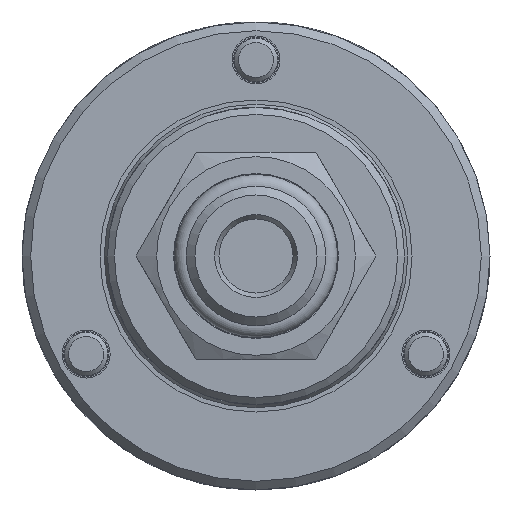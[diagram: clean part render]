
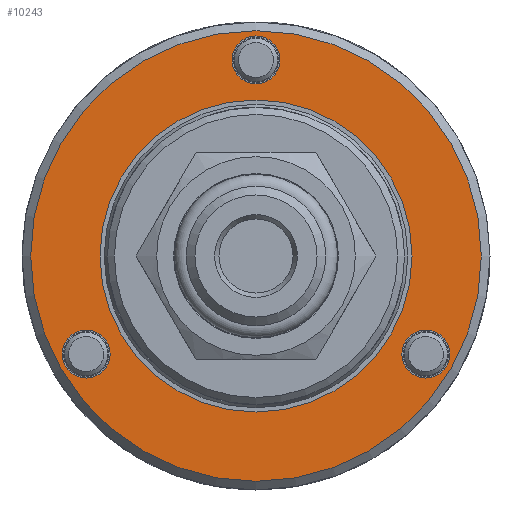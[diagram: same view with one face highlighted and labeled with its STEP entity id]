
A CAD part, left-side view. The second image highlights one B-rep face of the part: STEP entity #10243.
In plain terms, the highlighted planar face has unit normal (-1, 0, 0).
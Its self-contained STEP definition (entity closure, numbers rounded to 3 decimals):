
#477=FACE_BOUND('',#3327,.T.);
#478=FACE_BOUND('',#3328,.T.);
#479=FACE_BOUND('',#3329,.T.);
#480=FACE_BOUND('',#3330,.T.);
#769=PLANE('',#11178);
#2716=FACE_OUTER_BOUND('',#3326,.T.);
#3326=EDGE_LOOP('',(#9342));
#3327=EDGE_LOOP('',(#9343));
#3328=EDGE_LOOP('',(#9344));
#3329=EDGE_LOOP('',(#9345));
#3330=EDGE_LOOP('',(#9346,#9347));
#3953=CIRCLE('',#11120,25.85);
#3960=CIRCLE('',#11134,2.75);
#3977=CIRCLE('',#11168,2.75);
#3978=CIRCLE('',#11170,2.75);
#3981=CIRCLE('',#11179,17.9);
#3982=CIRCLE('',#11180,17.9);
#4954=VERTEX_POINT('',#21452);
#4965=VERTEX_POINT('',#21510);
#4988=VERTEX_POINT('',#21636);
#4989=VERTEX_POINT('',#21640);
#4992=VERTEX_POINT('',#21658);
#4993=VERTEX_POINT('',#21659);
#6401=EDGE_CURVE('',#4954,#4954,#3953,.T.);
#6418=EDGE_CURVE('',#4965,#4965,#3960,.T.);
#6458=EDGE_CURVE('',#4988,#4988,#3977,.T.);
#6460=EDGE_CURVE('',#4989,#4989,#3978,.T.);
#6467=EDGE_CURVE('',#4992,#4993,#3981,.T.);
#6468=EDGE_CURVE('',#4993,#4992,#3982,.T.);
#9342=ORIENTED_EDGE('',*,*,#6401,.F.);
#9343=ORIENTED_EDGE('',*,*,#6418,.T.);
#9344=ORIENTED_EDGE('',*,*,#6458,.T.);
#9345=ORIENTED_EDGE('',*,*,#6460,.T.);
#9346=ORIENTED_EDGE('',*,*,#6467,.T.);
#9347=ORIENTED_EDGE('',*,*,#6468,.T.);
#10243=ADVANCED_FACE('',(#2716,#477,#478,#479,#480),#769,.T.);
#11120=AXIS2_PLACEMENT_3D('',#21454,#13454,#13455);
#11134=AXIS2_PLACEMENT_3D('',#21511,#13490,#13491);
#11168=AXIS2_PLACEMENT_3D('',#21637,#13576,#13577);
#11170=AXIS2_PLACEMENT_3D('',#21641,#13581,#13582);
#11178=AXIS2_PLACEMENT_3D('',#21657,#13600,#13601);
#11179=AXIS2_PLACEMENT_3D('',#21660,#13602,#13603);
#11180=AXIS2_PLACEMENT_3D('',#21661,#13604,#13605);
#13454=DIRECTION('center_axis',(1.,0.,0.));
#13455=DIRECTION('ref_axis',(0.,-1.,0.));
#13490=DIRECTION('center_axis',(1.,0.,0.));
#13491=DIRECTION('ref_axis',(0.,1.,0.));
#13576=DIRECTION('center_axis',(1.,0.,0.));
#13577=DIRECTION('ref_axis',(0.,-0.5,0.866));
#13581=DIRECTION('center_axis',(1.,0.,0.));
#13582=DIRECTION('ref_axis',(0.,-0.5,-0.866));
#13600=DIRECTION('center_axis',(-1.,0.,0.));
#13601=DIRECTION('ref_axis',(0.,0.,1.));
#13602=DIRECTION('center_axis',(1.,0.,0.));
#13603=DIRECTION('ref_axis',(0.,-1.,0.));
#13604=DIRECTION('center_axis',(1.,0.,0.));
#13605=DIRECTION('ref_axis',(0.,-1.,0.));
#21452=CARTESIAN_POINT('',(59.4,25.85,0.));
#21454=CARTESIAN_POINT('Origin',(59.4,0.,0.));
#21510=CARTESIAN_POINT('',(59.4,-2.75,22.5));
#21511=CARTESIAN_POINT('Origin',(59.4,0.,22.5));
#21636=CARTESIAN_POINT('',(59.4,-18.111,-13.632));
#21637=CARTESIAN_POINT('Origin',(59.4,-19.486,-11.25));
#21640=CARTESIAN_POINT('',(59.4,20.861,-8.868));
#21641=CARTESIAN_POINT('Origin',(59.4,19.486,-11.25));
#21657=CARTESIAN_POINT('Origin',(59.4,21.054,0.));
#21658=CARTESIAN_POINT('',(59.4,-17.9,0.));
#21659=CARTESIAN_POINT('',(59.4,17.9,0.));
#21660=CARTESIAN_POINT('Origin',(59.4,0.,0.));
#21661=CARTESIAN_POINT('Origin',(59.4,0.,0.));
